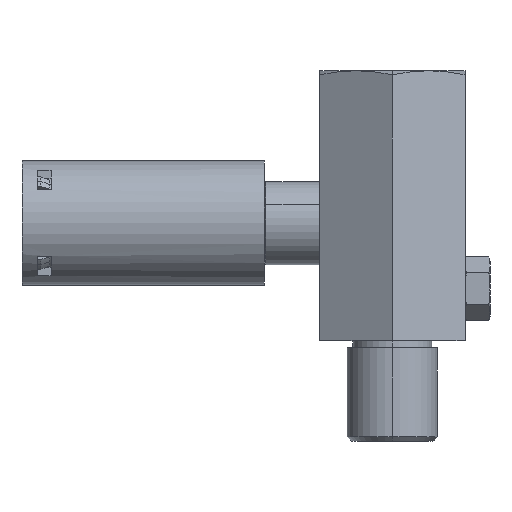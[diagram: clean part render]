
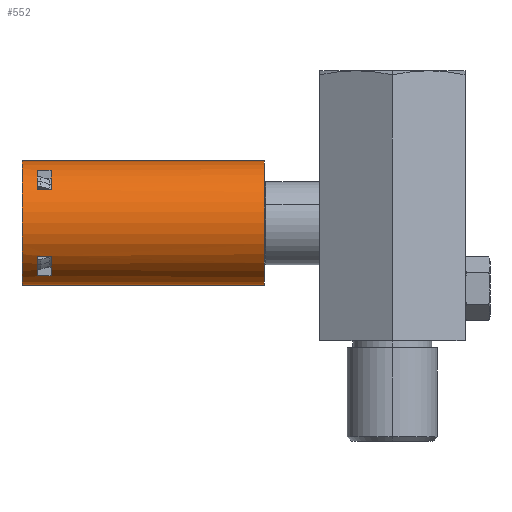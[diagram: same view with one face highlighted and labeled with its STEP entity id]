
A CAD part, top view. The second image highlights one B-rep face of the part: STEP entity #552.
In plain terms, the highlighted cylindrical face has radius 9 mm (diameter 18 mm), a partial arc.
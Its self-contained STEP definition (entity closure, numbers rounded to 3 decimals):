
#552=ADVANCED_FACE('',(#1220,#1221,#1222),#1223,.T.);
#1220=FACE_OUTER_BOUND('',#2016,.T.);
#1221=FACE_BOUND('',#2017,.T.);
#1222=FACE_BOUND('',#2018,.T.);
#1223=CYLINDRICAL_SURFACE('',#2019,9.0);
#2016=EDGE_LOOP('',(#3565,#3566,#3567,#3568));
#2017=EDGE_LOOP('',(#3569,#3570,#3571,#3572));
#2018=EDGE_LOOP('',(#3573,#3574,#3575,#3576));
#2019=AXIS2_PLACEMENT_3D('',#3577,#3578,#3579);
#3565=ORIENTED_EDGE('',*,*,#4984,.F.);
#3566=ORIENTED_EDGE('',*,*,#4988,.F.);
#3567=ORIENTED_EDGE('',*,*,#4986,.T.);
#3568=ORIENTED_EDGE('',*,*,#4989,.T.);
#3569=ORIENTED_EDGE('',*,*,#4990,.F.);
#3570=ORIENTED_EDGE('',*,*,#4991,.T.);
#3571=ORIENTED_EDGE('',*,*,#4992,.T.);
#3572=ORIENTED_EDGE('',*,*,#4993,.F.);
#3573=ORIENTED_EDGE('',*,*,#4994,.F.);
#3574=ORIENTED_EDGE('',*,*,#4995,.T.);
#3575=ORIENTED_EDGE('',*,*,#4996,.T.);
#3576=ORIENTED_EDGE('',*,*,#4997,.F.);
#3577=CARTESIAN_POINT('',(-19.5,17.0,0.));
#3578=DIRECTION('',(-1.0,0.,0.));
#3579=DIRECTION('',(0.,1.0,0.));
#4984=EDGE_CURVE('',#6003,#6006,#6007,.T.);
#4986=EDGE_CURVE('',#6004,#6008,#6010,.T.);
#4988=EDGE_CURVE('',#6004,#6003,#6012,.T.);
#4989=EDGE_CURVE('',#6008,#6006,#6013,.T.);
#4990=EDGE_CURVE('',#6014,#6015,#6016,.T.);
#4991=EDGE_CURVE('',#6014,#6017,#6018,.T.);
#4992=EDGE_CURVE('',#6017,#6019,#6020,.T.);
#4993=EDGE_CURVE('',#6015,#6019,#6021,.T.);
#4994=EDGE_CURVE('',#6022,#6023,#6024,.T.);
#4995=EDGE_CURVE('',#6022,#6025,#6026,.T.);
#4996=EDGE_CURVE('',#6025,#6027,#6028,.T.);
#4997=EDGE_CURVE('',#6023,#6027,#6029,.T.);
#6003=VERTEX_POINT('',#8221);
#6004=VERTEX_POINT('',#8222);
#6006=VERTEX_POINT('',#8224);
#6007=LINE('',#8225,#8226);
#6008=VERTEX_POINT('',#8227);
#6010=LINE('',#8229,#8230);
#6012=CIRCLE('',#8232,9.0);
#6013=CIRCLE('',#8233,9.0);
#6014=VERTEX_POINT('',#8234);
#6015=VERTEX_POINT('',#8235);
#6016=CIRCLE('',#8236,9.0);
#6017=VERTEX_POINT('',#8237);
#6018=LINE('',#8238,#8239);
#6019=VERTEX_POINT('',#8240);
#6020=CIRCLE('',#8241,9.0);
#6021=LINE('',#8242,#8243);
#6022=VERTEX_POINT('',#8244);
#6023=VERTEX_POINT('',#8245);
#6024=CIRCLE('',#8246,9.0);
#6025=VERTEX_POINT('',#8247);
#6026=LINE('',#8248,#8249);
#6027=VERTEX_POINT('',#8250);
#6028=CIRCLE('',#8251,9.0);
#6029=LINE('',#8252,#8253);
#8221=CARTESIAN_POINT('',(-18.5,8.0,0.));
#8222=CARTESIAN_POINT('',(-18.5,26.0,0.));
#8224=CARTESIAN_POINT('',(-53.5,8.0,0.));
#8225=CARTESIAN_POINT('',(-19.5,8.0,0.));
#8226=VECTOR('',#9434,1000.0);
#8227=CARTESIAN_POINT('',(-53.5,26.0,0.));
#8229=CARTESIAN_POINT('',(-19.5,26.0,0.));
#8230=VECTOR('',#9438,1000.0);
#8232=AXIS2_PLACEMENT_3D('',#9439,#9440,#9441);
#8233=AXIS2_PLACEMENT_3D('',#9442,#9443,#9444);
#8234=CARTESIAN_POINT('',(-49.3,21.8,7.613));
#8235=CARTESIAN_POINT('',(-49.3,24.613,4.8));
#8236=AXIS2_PLACEMENT_3D('',#9445,#9446,#9447);
#8237=CARTESIAN_POINT('',(-51.3,21.8,7.613));
#8238=CARTESIAN_POINT('',(-19.5,21.8,7.613));
#8239=VECTOR('',#9448,1000.0);
#8240=CARTESIAN_POINT('',(-51.3,24.613,4.8));
#8241=AXIS2_PLACEMENT_3D('',#9449,#9450,#9451);
#8242=CARTESIAN_POINT('',(-19.5,24.613,4.8));
#8243=VECTOR('',#9452,1000.0);
#8244=CARTESIAN_POINT('',(-49.3,9.387,4.8));
#8245=CARTESIAN_POINT('',(-49.3,12.2,7.613));
#8246=AXIS2_PLACEMENT_3D('',#9453,#9454,#9455);
#8247=CARTESIAN_POINT('',(-51.3,9.387,4.8));
#8248=CARTESIAN_POINT('',(-19.5,9.387,4.8));
#8249=VECTOR('',#9456,1000.0);
#8250=CARTESIAN_POINT('',(-51.3,12.2,7.613));
#8251=AXIS2_PLACEMENT_3D('',#9457,#9458,#9459);
#8252=CARTESIAN_POINT('',(-19.5,12.2,7.613));
#8253=VECTOR('',#9460,1000.0);
#9434=DIRECTION('',(-1.0,0.,0.));
#9438=DIRECTION('',(-1.0,0.,0.));
#9439=CARTESIAN_POINT('',(-18.5,17.0,0.0));
#9440=DIRECTION('',(1.0,0.,0.));
#9441=DIRECTION('',(0.,-1.0,0.));
#9442=CARTESIAN_POINT('',(-53.5,17.0,0.));
#9443=DIRECTION('',(1.0,0.,0.));
#9444=DIRECTION('',(0.,-1.0,0.));
#9445=CARTESIAN_POINT('',(-49.3,17.0,0.));
#9446=DIRECTION('',(-1.0,0.,0.));
#9447=DIRECTION('',(0.,1.0,0.));
#9448=DIRECTION('',(-1.0,0.,0.));
#9449=CARTESIAN_POINT('',(-51.3,17.0,0.));
#9450=DIRECTION('',(-1.0,0.,0.));
#9451=DIRECTION('',(0.,1.0,0.));
#9452=DIRECTION('',(-1.0,0.,0.));
#9453=CARTESIAN_POINT('',(-49.3,17.0,0.));
#9454=DIRECTION('',(-1.0,0.,0.));
#9455=DIRECTION('',(0.,1.0,0.));
#9456=DIRECTION('',(-1.0,0.,0.));
#9457=CARTESIAN_POINT('',(-51.3,17.0,0.));
#9458=DIRECTION('',(-1.0,0.,0.));
#9459=DIRECTION('',(0.,1.0,0.));
#9460=DIRECTION('',(-1.0,0.,0.));
